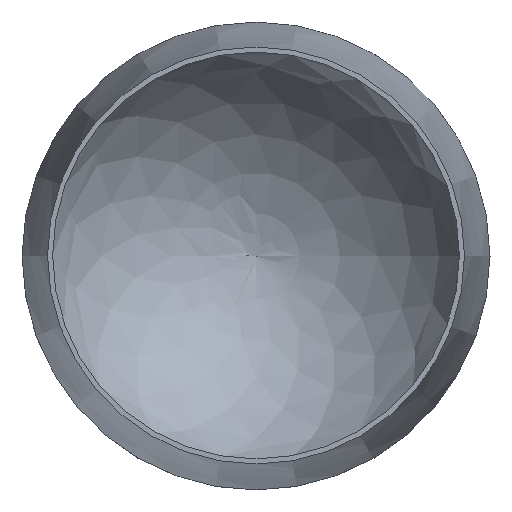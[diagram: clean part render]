
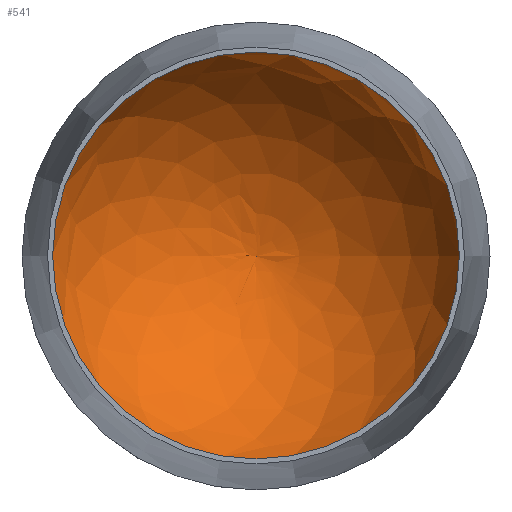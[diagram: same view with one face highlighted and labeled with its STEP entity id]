
A CAD part, top view. The second image highlights one B-rep face of the part: STEP entity #541.
In plain terms, the highlighted face is a revolution surface.
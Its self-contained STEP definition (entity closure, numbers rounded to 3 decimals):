
#471 = CONICAL_SURFACE('',#472,40.,0.088);
#472 = AXIS2_PLACEMENT_3D('',#473,#474,#475);
#473 = CARTESIAN_POINT('',(0.,0.,216.));
#474 = DIRECTION('',(0.,0.,-1.));
#475 = DIRECTION('',(1.,0.,0.));
#488 = VERTEX_POINT('',#489);
#489 = CARTESIAN_POINT('',(44.566,0.,
    164.107));
#510 = EDGE_CURVE('',#488,#488,#511,.T.);
#511 = SURFACE_CURVE('',#512,(#517,#524),.PCURVE_S1.);
#512 = CIRCLE('',#513,44.566);
#513 = AXIS2_PLACEMENT_3D('',#514,#515,#516);
#514 = CARTESIAN_POINT('',(0.,0.,164.107));
#515 = DIRECTION('',(0.,0.,1.));
#516 = DIRECTION('',(1.,0.,0.));
#517 = PCURVE('',#471,#518);
#518 = DEFINITIONAL_REPRESENTATION('',(#519),#523);
#519 = LINE('',#520,#521);
#520 = CARTESIAN_POINT('',(0.,51.893));
#521 = VECTOR('',#522,1.);
#522 = DIRECTION('',(-1.,0.));
#523 = ( GEOMETRIC_REPRESENTATION_CONTEXT(2) 
PARAMETRIC_REPRESENTATION_CONTEXT() REPRESENTATION_CONTEXT('2D SPACE',''
  ) );
#524 = PCURVE('',#525,#534);
#525 = SURFACE_OF_REVOLUTION('',#526,#531);
#526 = CIRCLE('',#527,50.);
#527 = AXIS2_PLACEMENT_3D('',#528,#529,#530);
#528 = CARTESIAN_POINT('',(-5.242,0.,
    159.724));
#529 = DIRECTION('',(0.,-1.,0.));
#530 = DIRECTION('',(1.,0.,0.));
#531 = AXIS1_PLACEMENT('',#532,#533);
#532 = CARTESIAN_POINT('',(0.,0.,0.));
#533 = DIRECTION('',(0.,0.,1.));
#534 = DEFINITIONAL_REPRESENTATION('',(#535),#539);
#535 = LINE('',#536,#537);
#536 = CARTESIAN_POINT('',(0.,6.371));
#537 = VECTOR('',#538,1.);
#538 = DIRECTION('',(1.,0.));
#539 = ( GEOMETRIC_REPRESENTATION_CONTEXT(2) 
PARAMETRIC_REPRESENTATION_CONTEXT() REPRESENTATION_CONTEXT('2D SPACE',''
  ) );
#541 = ADVANCED_FACE('',(#542),#525,.F.);
#542 = FACE_BOUND('',#543,.F.);
#543 = EDGE_LOOP('',(#544,#568,#569));
#544 = ORIENTED_EDGE('',*,*,#545,.T.);
#545 = EDGE_CURVE('',#546,#488,#548,.T.);
#546 = VERTEX_POINT('',#547);
#547 = CARTESIAN_POINT('',(0.,0.,110.)
  );
#548 = SEAM_CURVE('',#549,(#554,#561),.PCURVE_S1.);
#549 = CIRCLE('',#550,50.);
#550 = AXIS2_PLACEMENT_3D('',#551,#552,#553);
#551 = CARTESIAN_POINT('',(-5.242,0.,
    159.724));
#552 = DIRECTION('',(0.,-1.,0.));
#553 = DIRECTION('',(1.,0.,0.));
#554 = PCURVE('',#525,#555);
#555 = DEFINITIONAL_REPRESENTATION('',(#556),#560);
#556 = LINE('',#557,#558);
#557 = CARTESIAN_POINT('',(0.,0.));
#558 = VECTOR('',#559,1.);
#559 = DIRECTION('',(0.,1.));
#560 = ( GEOMETRIC_REPRESENTATION_CONTEXT(2) 
PARAMETRIC_REPRESENTATION_CONTEXT() REPRESENTATION_CONTEXT('2D SPACE',''
  ) );
#561 = PCURVE('',#525,#562);
#562 = DEFINITIONAL_REPRESENTATION('',(#563),#567);
#563 = LINE('',#564,#565);
#564 = CARTESIAN_POINT('',(6.283,0.));
#565 = VECTOR('',#566,1.);
#566 = DIRECTION('',(0.,1.));
#567 = ( GEOMETRIC_REPRESENTATION_CONTEXT(2) 
PARAMETRIC_REPRESENTATION_CONTEXT() REPRESENTATION_CONTEXT('2D SPACE',''
  ) );
#568 = ORIENTED_EDGE('',*,*,#510,.F.);
#569 = ORIENTED_EDGE('',*,*,#545,.F.);
